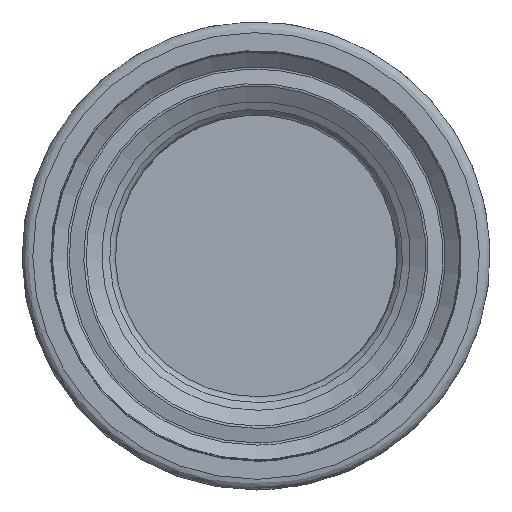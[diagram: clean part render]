
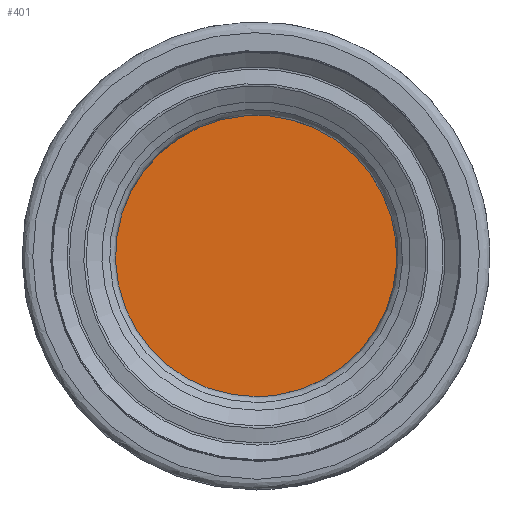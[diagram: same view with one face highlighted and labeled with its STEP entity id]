
A CAD part, left-side view. The second image highlights one B-rep face of the part: STEP entity #401.
In plain terms, the highlighted planar face has unit normal (-1, 0, 0).
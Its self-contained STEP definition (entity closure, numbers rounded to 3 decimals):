
#401=ADVANCED_FACE('',(#453),#449,.F.);
#449=PLANE('',#786);
#453=FACE_OUTER_BOUND('',#455,.T.);
#455=EDGE_LOOP('',(#549));
#549=ORIENTED_EDGE('',*,*,#690,.T.);
#643=VERTEX_POINT('',#1072);
#690=EDGE_CURVE('',#643,#643,#737,.T.);
#737=CIRCLE('',#785,10.814);
#785=AXIS2_PLACEMENT_3D('',#1071,#868,#869);
#786=AXIS2_PLACEMENT_3D('',#1073,#870,#871);
#868=DIRECTION('',(-1.,0.,0.));
#869=DIRECTION('',(0.,0.,1.));
#870=DIRECTION('',(1.,0.,0.));
#871=DIRECTION('',(0.,0.,-1.));
#1071=CARTESIAN_POINT('',(2.5,0.,0.));
#1072=CARTESIAN_POINT('',(2.5,0.,10.814));
#1073=CARTESIAN_POINT('',(2.5,0.,0.));
